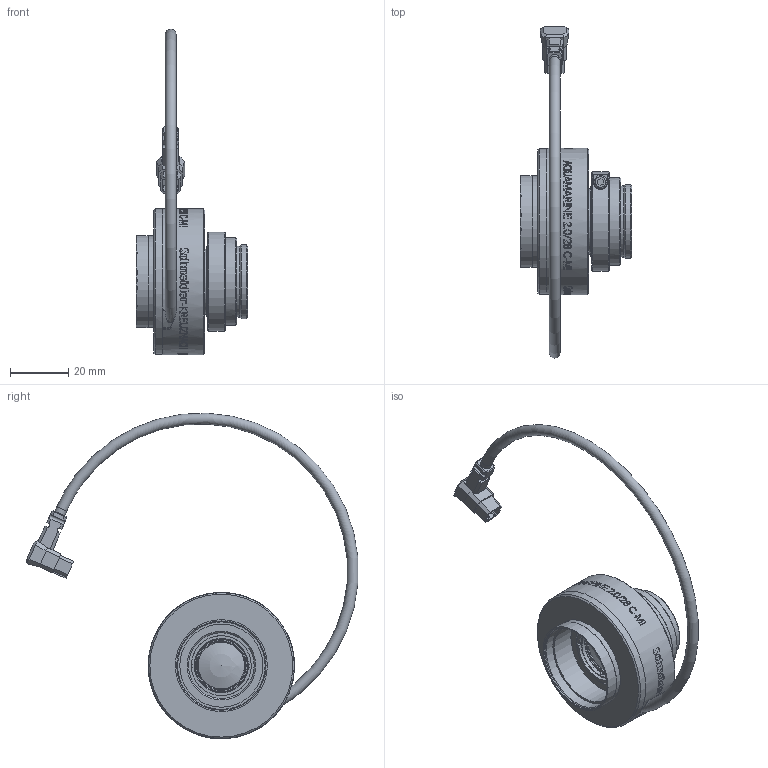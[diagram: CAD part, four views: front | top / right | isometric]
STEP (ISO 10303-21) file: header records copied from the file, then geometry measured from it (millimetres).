
FILE_DESCRIPTION(/* description */ (''),/* implementation_level */ '2;1');
FILE_NAME(/* name */ '1061456_00159456_001.stp',/* time_stamp */ '2021-09-15T14:35:58+02:00',/* author */ (''),/* organization */ (''),/* preprocessor_version */ 'ST-DEVELOPER v16',/* originating_system */ 'SIEMENS PLM Software NX 10.0',/* authorisation */ '');
FILE_SCHEMA (('AP203_CONFIGURATION_CONTROLLED_3D_DESIGN_OF_MECHANICAL_PARTS_AND_ASSEMBLIES_MIM_LF { 1 0 10303 403 2 1 2}'));
Length unit declared in the file: millimetre
Products named in the file (1): Froe65F0944Bgqwu
Bounding box: 38.27 x 113.72 x 111.5 mm (x, y, z)
Volume: 40920 mm3; surface area: 19677 mm2
Topology: 1 solids, 11 shells, 594 faces, 1967 edges, 1528 vertices
Faces by surface type: plane 295, cylinder 227, cone 54, torus 12, sphere 6
Full cylindrical faces by diameter (mm): 0.5 x4, 1.1 x1, 1.7 x6, 1.8 x3, 1.9 x3, 2.5 x2, 2.7 x6, 2.8 x1, 3.7 x1, 4 x1, 4.5 x1, 13 x1, 15.5 x1, 16 x1, 16.6 x1, 17 x1, 17.5 x1, 17.8 x1, 18.6 x1, 19.5 x1, 20 x1, 20.5 x1, 22.3 x1, 22.5 x2, 23 x1, 23.1 x1, 24 x1, 24.4 x1, 25.4 x1, 28.5 x1
Entity records: 23774 total; most frequent: CARTESIAN_POINT 7707, ORIENTED_EDGE 3649, DIRECTION 2589, EDGE_CURVE 1827, VERTEX_POINT 1486, AXIS2_PLACEMENT_3D 956, EDGE_LOOP 875, B_SPLINE_CURVE_WITH_KNOTS 789
